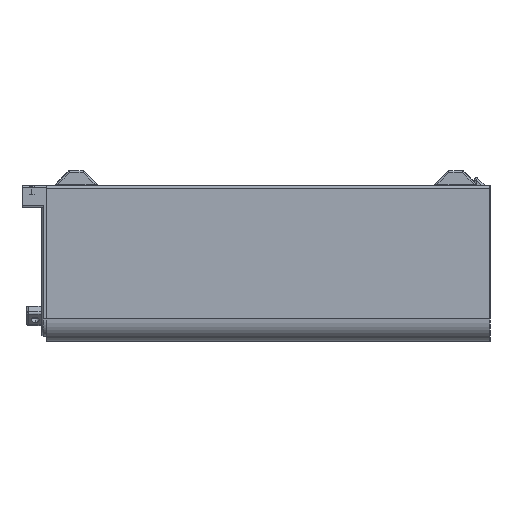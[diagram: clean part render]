
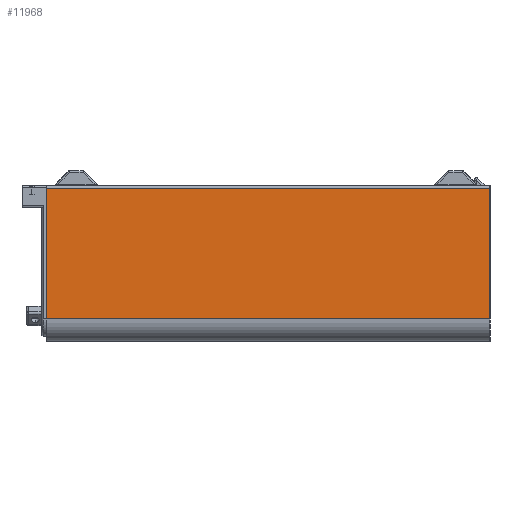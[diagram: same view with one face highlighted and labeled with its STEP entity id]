
A CAD part, left-side view. The second image highlights one B-rep face of the part: STEP entity #11968.
In plain terms, the highlighted planar face has unit normal (-1, 0, 0).
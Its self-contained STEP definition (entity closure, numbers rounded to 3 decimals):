
#313 = CARTESIAN_POINT ( 'NONE',  ( 0., 200., 0. ) ) ;
#509 = VECTOR ( 'NONE', #1381, 1000. ) ;
#1371 = CARTESIAN_POINT ( 'NONE',  ( 0., 197.8, 10. ) ) ;
#1381 = DIRECTION ( 'NONE',  ( 0., 1., 0. ) ) ;
#3086 = LINE ( 'NONE', #9861, #14604 ) ;
#3432 = LINE ( 'NONE', #7483, #9291 ) ;
#3657 = AXIS2_PLACEMENT_3D ( 'NONE', #313, #9973, #13841 ) ;
#3854 = VERTEX_POINT ( 'NONE', #5627 ) ;
#4503 = VECTOR ( 'NONE', #13555, 1000. ) ;
#4655 = ORIENTED_EDGE ( 'NONE', *, *, #7297, .F. ) ;
#5280 = ORIENTED_EDGE ( 'NONE', *, *, #12245, .T. ) ;
#5318 = EDGE_CURVE ( 'NONE', #12893, #6840, #3432, .T. ) ;
#5627 = CARTESIAN_POINT ( 'NONE',  ( 0., 197.8, 69. ) ) ;
#5653 = ORIENTED_EDGE ( 'NONE', *, *, #11186, .T. ) ;
#5886 = FACE_OUTER_BOUND ( 'NONE', #14731, .T. ) ;
#6840 = VERTEX_POINT ( 'NONE', #7001 ) ;
#7001 = CARTESIAN_POINT ( 'NONE',  ( 0., -2., 10. ) ) ;
#7297 = EDGE_CURVE ( 'NONE', #7422, #3854, #16343, .T. ) ;
#7422 = VERTEX_POINT ( 'NONE', #1371 ) ;
#7483 = CARTESIAN_POINT ( 'NONE',  ( 0., -2., 0. ) ) ;
#8027 = CARTESIAN_POINT ( 'NONE',  ( 0., -2., 69. ) ) ;
#9291 = VECTOR ( 'NONE', #12812, 1000. ) ;
#9778 = LINE ( 'NONE', #12643, #509 ) ;
#9861 = CARTESIAN_POINT ( 'NONE',  ( 0., 200., 10. ) ) ;
#9973 = DIRECTION ( 'NONE',  ( 1., 0., 0. ) ) ;
#10061 = PLANE ( 'NONE',  #3657 ) ;
#11186 = EDGE_CURVE ( 'NONE', #7422, #6840, #3086, .T. ) ;
#11428 = ORIENTED_EDGE ( 'NONE', *, *, #5318, .F. ) ;
#11968 = ADVANCED_FACE ( 'NONE', ( #5886 ), #10061, .F. ) ;
#12245 = EDGE_CURVE ( 'NONE', #12893, #3854, #9778, .T. ) ;
#12546 = DIRECTION ( 'NONE',  ( 0., -1., 0. ) ) ;
#12643 = CARTESIAN_POINT ( 'NONE',  ( 0., 200., 69. ) ) ;
#12812 = DIRECTION ( 'NONE',  ( 0., 0., -1. ) ) ;
#12893 = VERTEX_POINT ( 'NONE', #8027 ) ;
#13555 = DIRECTION ( 'NONE',  ( 0., 0., 1. ) ) ;
#13841 = DIRECTION ( 'NONE',  ( 0., 0., -1. ) ) ;
#14604 = VECTOR ( 'NONE', #12546, 1000. ) ;
#14731 = EDGE_LOOP ( 'NONE', ( #11428, #5280, #4655, #5653 ) ) ;
#16343 = LINE ( 'NONE', #17693, #4503 ) ;
#17693 = CARTESIAN_POINT ( 'NONE',  ( 0., 197.8, 10. ) ) ;
